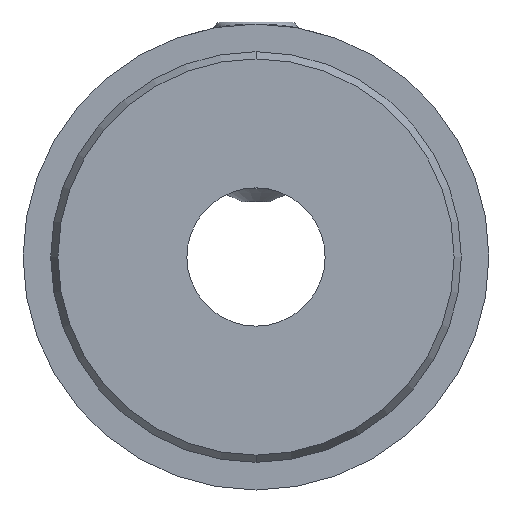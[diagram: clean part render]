
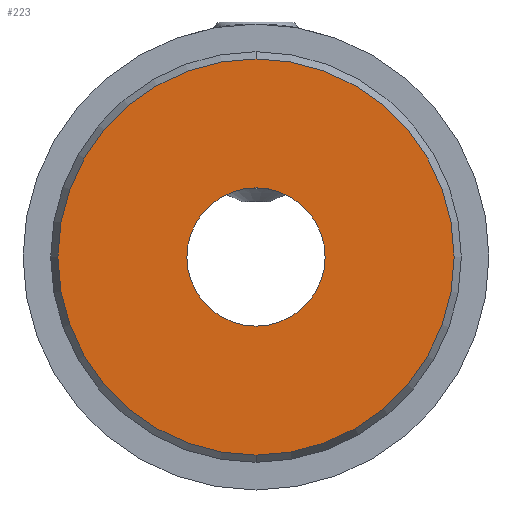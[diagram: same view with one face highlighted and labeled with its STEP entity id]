
A CAD part, front view. The second image highlights one B-rep face of the part: STEP entity #223.
In plain terms, the highlighted planar face has unit normal (0, -1, 0).
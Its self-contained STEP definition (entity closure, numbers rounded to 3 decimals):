
#47 = ORIENTED_EDGE ( 'NONE', *, *, #783, .F. ) ;
#50 = FACE_OUTER_BOUND ( 'NONE', #646, .T. ) ;
#54 = CARTESIAN_POINT ( 'NONE',  ( -14.328, -8.215, 0. ) ) ;
#92 = ORIENTED_EDGE ( 'NONE', *, *, #149, .T. ) ;
#104 = VERTEX_POINT ( 'NONE', #543 ) ;
#144 = CIRCLE ( 'NONE', #928, 5. ) ;
#149 = EDGE_CURVE ( 'NONE', #969, #459, #267, .T. ) ;
#151 = DIRECTION ( 'NONE',  ( 0., 1., 0. ) ) ;
#191 = DIRECTION ( 'NONE',  ( 0., 1., 0. ) ) ;
#197 = EDGE_CURVE ( 'NONE', #104, #698, #587, .T. ) ;
#208 = CARTESIAN_POINT ( 'NONE',  ( 0., -8.215, 5. ) ) ;
#212 = DIRECTION ( 'NONE',  ( 0., 0., 1. ) ) ;
#223 = ADVANCED_FACE ( 'NONE', ( #385, #50 ), #304, .T. ) ;
#243 = CIRCLE ( 'NONE', #516, 14.328 ) ;
#267 = CIRCLE ( 'NONE', #947, 5. ) ;
#299 = AXIS2_PLACEMENT_3D ( 'NONE', #54, #378, #715 ) ;
#304 = PLANE ( 'NONE',  #299 ) ;
#342 = EDGE_CURVE ( 'NONE', #459, #969, #144, .T. ) ;
#345 = CARTESIAN_POINT ( 'NONE',  ( 0., -8.215, 0. ) ) ;
#378 = DIRECTION ( 'NONE',  ( 0., -1., 0. ) ) ;
#385 = FACE_BOUND ( 'NONE', #517, .T. ) ;
#390 = CARTESIAN_POINT ( 'NONE',  ( 0., -8.215, 0. ) ) ;
#426 = DIRECTION ( 'NONE',  ( 0., 1., 0. ) ) ;
#459 = VERTEX_POINT ( 'NONE', #830 ) ;
#496 = ORIENTED_EDGE ( 'NONE', *, *, #342, .T. ) ;
#516 = AXIS2_PLACEMENT_3D ( 'NONE', #667, #426, #749 ) ;
#517 = EDGE_LOOP ( 'NONE', ( #92, #496 ) ) ;
#526 = DIRECTION ( 'NONE',  ( 0., 0., 1. ) ) ;
#543 = CARTESIAN_POINT ( 'NONE',  ( 0., -8.215, -14.328 ) ) ;
#587 = CIRCLE ( 'NONE', #609, 14.328 ) ;
#609 = AXIS2_PLACEMENT_3D ( 'NONE', #944, #1026, #212 ) ;
#646 = EDGE_LOOP ( 'NONE', ( #47, #925 ) ) ;
#661 = CARTESIAN_POINT ( 'NONE',  ( 0., -8.215, 14.328 ) ) ;
#667 = CARTESIAN_POINT ( 'NONE',  ( 0., -8.215, 0. ) ) ;
#698 = VERTEX_POINT ( 'NONE', #661 ) ;
#715 = DIRECTION ( 'NONE',  ( 0., 0., -1. ) ) ;
#749 = DIRECTION ( 'NONE',  ( 0., 0., 1. ) ) ;
#783 = EDGE_CURVE ( 'NONE', #698, #104, #243, .T. ) ;
#830 = CARTESIAN_POINT ( 'NONE',  ( 0., -8.215, -5. ) ) ;
#925 = ORIENTED_EDGE ( 'NONE', *, *, #197, .F. ) ;
#928 = AXIS2_PLACEMENT_3D ( 'NONE', #345, #191, #526 ) ;
#944 = CARTESIAN_POINT ( 'NONE',  ( 0., -8.215, 0. ) ) ;
#947 = AXIS2_PLACEMENT_3D ( 'NONE', #390, #151, #950 ) ;
#950 = DIRECTION ( 'NONE',  ( 0., 0., 1. ) ) ;
#969 = VERTEX_POINT ( 'NONE', #208 ) ;
#1026 = DIRECTION ( 'NONE',  ( 0., 1., 0. ) ) ;
